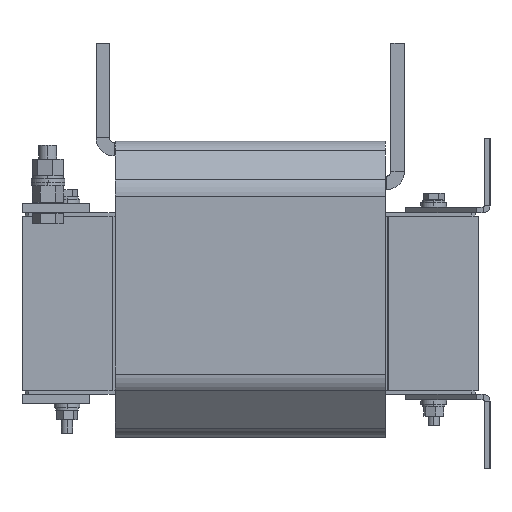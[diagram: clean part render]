
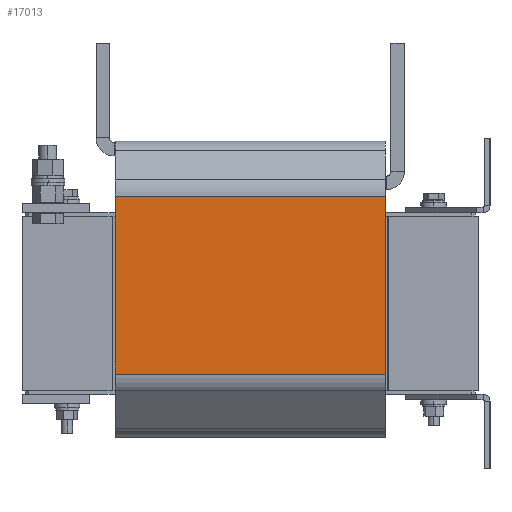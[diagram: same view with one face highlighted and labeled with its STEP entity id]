
A CAD part, left-side view. The second image highlights one B-rep face of the part: STEP entity #17013.
In plain terms, the highlighted planar face has unit normal (-1, 0, 0).
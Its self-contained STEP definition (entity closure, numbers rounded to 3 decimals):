
#97 = ORIENTED_EDGE ( 'NONE', *, *, #18716, .T. ) ;
#448 = CARTESIAN_POINT ( 'NONE',  ( -237.75, 283.1, 95.436 ) ) ;
#1661 = CARTESIAN_POINT ( 'NONE',  ( -237.75, 283.1, -62.648 ) ) ;
#1664 = LINE ( 'NONE', #11745, #8632 ) ;
#2297 = CARTESIAN_POINT ( 'NONE',  ( -237.75, 283.1, 95.436 ) ) ;
#3342 = DIRECTION ( 'NONE',  ( 0., -1., 0. ) ) ;
#3441 = EDGE_CURVE ( 'NONE', #12249, #12939, #20537, .T. ) ;
#3496 = EDGE_CURVE ( 'NONE', #5040, #12939, #11865, .T. ) ;
#4210 = CARTESIAN_POINT ( 'NONE',  ( -237.75, 43.1, -62.648 ) ) ;
#4965 = DIRECTION ( 'NONE',  ( 1., 0., 0. ) ) ;
#5040 = VERTEX_POINT ( 'NONE', #9641 ) ;
#5220 = CARTESIAN_POINT ( 'NONE',  ( -237.75, 283.1, 0. ) ) ;
#6142 = VECTOR ( 'NONE', #16311, 1000. ) ;
#6434 = EDGE_CURVE ( 'NONE', #8310, #5040, #1664, .T. ) ;
#7883 = ORIENTED_EDGE ( 'NONE', *, *, #3496, .T. ) ;
#8013 = CARTESIAN_POINT ( 'NONE',  ( -237.75, 283.1, 0. ) ) ;
#8310 = VERTEX_POINT ( 'NONE', #4210 ) ;
#8464 = CARTESIAN_POINT ( 'NONE',  ( -237.75, 283.1, -62.648 ) ) ;
#8632 = VECTOR ( 'NONE', #13398, 1000. ) ;
#9641 = CARTESIAN_POINT ( 'NONE',  ( -237.75, 43.1, 95.436 ) ) ;
#11745 = CARTESIAN_POINT ( 'NONE',  ( -237.75, 43.1, 0. ) ) ;
#11865 = LINE ( 'NONE', #2297, #15075 ) ;
#12249 = VERTEX_POINT ( 'NONE', #8464 ) ;
#12939 = VERTEX_POINT ( 'NONE', #448 ) ;
#13362 = ORIENTED_EDGE ( 'NONE', *, *, #6434, .T. ) ;
#13398 = DIRECTION ( 'NONE',  ( 0., 0., 1. ) ) ;
#14382 = DIRECTION ( 'NONE',  ( 0., 0., -1. ) ) ;
#15075 = VECTOR ( 'NONE', #16523, 1000. ) ;
#15302 = FACE_OUTER_BOUND ( 'NONE', #16665, .T. ) ;
#16311 = DIRECTION ( 'NONE',  ( 0., 0., 1. ) ) ;
#16481 = LINE ( 'NONE', #1661, #20458 ) ;
#16523 = DIRECTION ( 'NONE',  ( 0., 1., 0. ) ) ;
#16665 = EDGE_LOOP ( 'NONE', ( #19126, #97, #13362, #7883 ) ) ;
#17013 = ADVANCED_FACE ( 'NONE', ( #15302 ), #17626, .F. ) ;
#17626 = PLANE ( 'NONE',  #18663 ) ;
#18663 = AXIS2_PLACEMENT_3D ( 'NONE', #8013, #4965, #14382 ) ;
#18716 = EDGE_CURVE ( 'NONE', #12249, #8310, #16481, .T. ) ;
#19126 = ORIENTED_EDGE ( 'NONE', *, *, #3441, .F. ) ;
#20458 = VECTOR ( 'NONE', #3342, 1000. ) ;
#20537 = LINE ( 'NONE', #5220, #6142 ) ;
